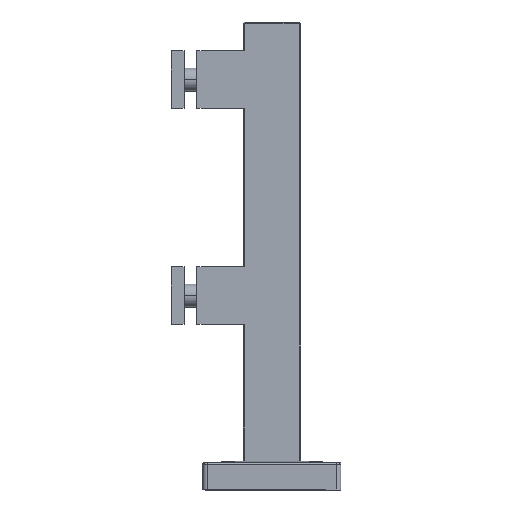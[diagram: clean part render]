
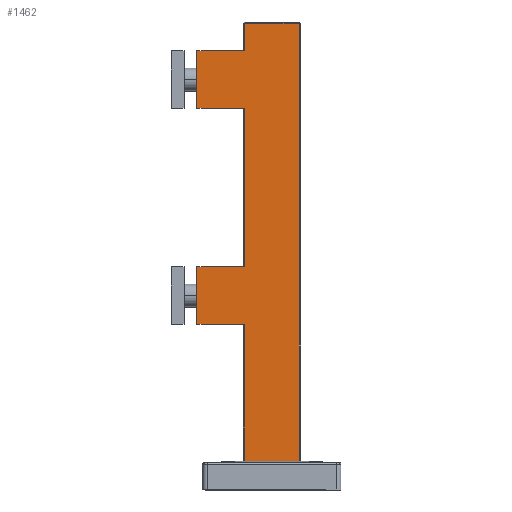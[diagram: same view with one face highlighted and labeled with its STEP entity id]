
A CAD part, front view. The second image highlights one B-rep face of the part: STEP entity #1462.
In plain terms, the highlighted planar face has unit normal (0, -1, 0).
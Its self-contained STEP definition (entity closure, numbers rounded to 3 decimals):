
#183=DIRECTION('',(1.,0.,0.));
#184=VECTOR('',#183,38.);
#185=CARTESIAN_POINT('',(-19.,-20.,324.));
#186=LINE('',#185,#184);
#187=DIRECTION('',(0.,0.,-1.));
#188=VECTOR('',#187,304.);
#189=CARTESIAN_POINT('',(19.,-20.,324.));
#190=LINE('',#189,#188);
#191=DIRECTION('',(1.,0.,0.));
#192=VECTOR('',#191,38.);
#193=CARTESIAN_POINT('',(-19.,-20.,20.));
#194=LINE('',#193,#192);
#195=DIRECTION('',(0.,0.,-1.));
#196=VECTOR('',#195,95.);
#197=CARTESIAN_POINT('',(-19.,-20.,115.));
#198=LINE('',#197,#196);
#199=DIRECTION('',(0.,0.,1.));
#200=VECTOR('',#199,40.);
#201=CARTESIAN_POINT('',(-52.,-20.,115.));
#202=LINE('',#201,#200);
#203=DIRECTION('',(0.,0.,-1.));
#204=VECTOR('',#203,110.);
#205=CARTESIAN_POINT('',(-19.,-20.,265.));
#206=LINE('',#205,#204);
#207=DIRECTION('',(0.,0.,1.));
#208=VECTOR('',#207,40.);
#209=CARTESIAN_POINT('',(-52.,-20.,265.));
#210=LINE('',#209,#208);
#211=DIRECTION('',(0.,0.,-1.));
#212=VECTOR('',#211,19.);
#213=CARTESIAN_POINT('',(-19.,-20.,324.));
#214=LINE('',#213,#212);
#223=DIRECTION('',(1.,0.,0.));
#224=VECTOR('',#223,33.);
#225=CARTESIAN_POINT('',(-52.,-20.,115.));
#226=LINE('',#225,#224);
#275=DIRECTION('',(-1.,0.,0.));
#276=VECTOR('',#275,33.);
#277=CARTESIAN_POINT('',(-19.,-20.,155.));
#278=LINE('',#277,#276);
#823=DIRECTION('',(-1.,0.,0.));
#824=VECTOR('',#823,33.);
#825=CARTESIAN_POINT('',(-19.,-20.,305.));
#826=LINE('',#825,#824);
#935=DIRECTION('',(1.,0.,0.));
#936=VECTOR('',#935,33.);
#937=CARTESIAN_POINT('',(-52.,-20.,265.));
#938=LINE('',#937,#936);
#975=CARTESIAN_POINT('',(-19.,-20.,115.));
#976=CARTESIAN_POINT('',(-19.,-20.,20.));
#977=VERTEX_POINT('',#975);
#978=VERTEX_POINT('',#976);
#1043=CARTESIAN_POINT('',(19.,-20.,20.));
#1044=VERTEX_POINT('',#1043);
#1075=CARTESIAN_POINT('',(-52.,-20.,115.));
#1076=CARTESIAN_POINT('',(-52.,-20.,155.));
#1077=VERTEX_POINT('',#1075);
#1078=VERTEX_POINT('',#1076);
#1092=CARTESIAN_POINT('',(-52.,-20.,265.));
#1094=VERTEX_POINT('',#1092);
#1099=CARTESIAN_POINT('',(-52.,-20.,305.));
#1101=VERTEX_POINT('',#1099);
#1127=CARTESIAN_POINT('',(-19.,-20.,265.));
#1128=CARTESIAN_POINT('',(-19.,-20.,155.));
#1129=VERTEX_POINT('',#1127);
#1130=VERTEX_POINT('',#1128);
#1137=CARTESIAN_POINT('',(-19.,-20.,305.));
#1138=VERTEX_POINT('',#1137);
#1155=CARTESIAN_POINT('',(-19.,-20.,324.));
#1156=VERTEX_POINT('',#1155);
#1159=CARTESIAN_POINT('',(19.,-20.,324.));
#1160=VERTEX_POINT('',#1159);
#1433=CARTESIAN_POINT('',(-20.,-20.,20.));
#1434=DIRECTION('',(0.,-1.,0.));
#1435=DIRECTION('',(1.,0.,0.));
#1436=AXIS2_PLACEMENT_3D('',#1433,#1434,#1435);
#1437=PLANE('',#1436);
#1439=ORIENTED_EDGE('',*,*,#1438,.T.);
#1441=ORIENTED_EDGE('',*,*,#1440,.T.);
#1443=ORIENTED_EDGE('',*,*,#1442,.F.);
#1445=ORIENTED_EDGE('',*,*,#1444,.F.);
#1447=ORIENTED_EDGE('',*,*,#1446,.F.);
#1448=ORIENTED_EDGE('',*,*,#1329,.T.);
#1450=ORIENTED_EDGE('',*,*,#1449,.F.);
#1452=ORIENTED_EDGE('',*,*,#1451,.F.);
#1454=ORIENTED_EDGE('',*,*,#1453,.F.);
#1455=ORIENTED_EDGE('',*,*,#1355,.T.);
#1457=ORIENTED_EDGE('',*,*,#1456,.F.);
#1459=ORIENTED_EDGE('',*,*,#1458,.F.);
#1460=EDGE_LOOP('',(#1439,#1441,#1443,#1445,#1447,#1448,#1450,#1452,#1454,#1455,
#1457,#1459));
#1461=FACE_OUTER_BOUND('',#1460,.F.);
#1329=EDGE_CURVE('',#1077,#1078,#202,.T.);
#1355=EDGE_CURVE('',#1094,#1101,#210,.T.);
#1438=EDGE_CURVE('',#1156,#1160,#186,.T.);
#1440=EDGE_CURVE('',#1160,#1044,#190,.T.);
#1442=EDGE_CURVE('',#978,#1044,#194,.T.);
#1444=EDGE_CURVE('',#977,#978,#198,.T.);
#1446=EDGE_CURVE('',#1077,#977,#226,.T.);
#1449=EDGE_CURVE('',#1130,#1078,#278,.T.);
#1451=EDGE_CURVE('',#1129,#1130,#206,.T.);
#1453=EDGE_CURVE('',#1094,#1129,#938,.T.);
#1456=EDGE_CURVE('',#1138,#1101,#826,.T.);
#1458=EDGE_CURVE('',#1156,#1138,#214,.T.);
#1462=ADVANCED_FACE('',(#1461),#1437,.T.);
